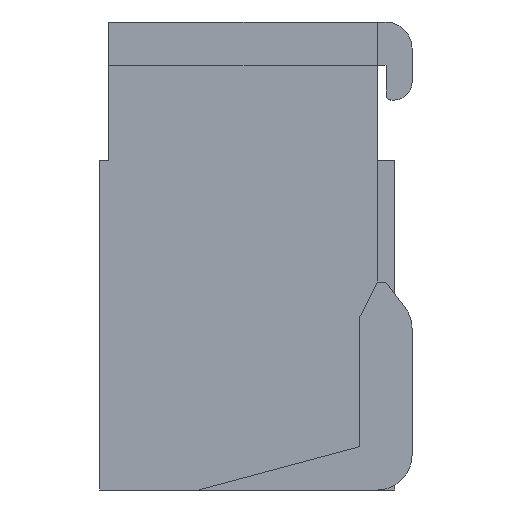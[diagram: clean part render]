
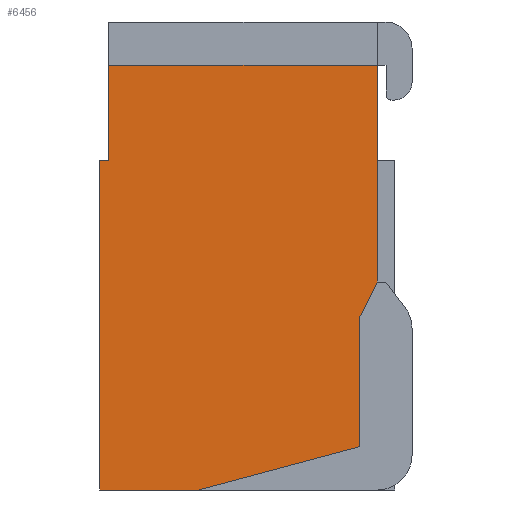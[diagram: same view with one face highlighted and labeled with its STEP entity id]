
A CAD part, left-side view. The second image highlights one B-rep face of the part: STEP entity #6456.
In plain terms, the highlighted planar face has unit normal (-1, 0, 0).
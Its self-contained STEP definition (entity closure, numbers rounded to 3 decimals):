
#107 = VERTEX_POINT ( 'NONE', #11318 ) ;
#111 = DIRECTION ( 'NONE',  ( 0., 1., 0. ) ) ;
#123 = CARTESIAN_POINT ( 'NONE',  ( -3.49, 1.65, 1.1 ) ) ;
#579 = ORIENTED_EDGE ( 'NONE', *, *, #8004, .F. ) ;
#582 = VECTOR ( 'NONE', #7559, 1000. ) ;
#699 = LINE ( 'NONE', #8879, #11498 ) ;
#749 = VERTEX_POINT ( 'NONE', #3737 ) ;
#788 = CARTESIAN_POINT ( 'NONE',  ( -3.49, 0.2, -0.35 ) ) ;
#818 = VERTEX_POINT ( 'NONE', #10223 ) ;
#940 = EDGE_LOOP ( 'NONE', ( #2250, #4995, #11072, #9305, #579, #5648, #11423, #4939, #7263 ) ) ;
#1134 = CARTESIAN_POINT ( 'NONE',  ( -3.49, 0., -1.35 ) ) ;
#1646 = CARTESIAN_POINT ( 'NONE',  ( -3.49, 1.133, -1.35 ) ) ;
#2023 = VERTEX_POINT ( 'NONE', #1646 ) ;
#2048 = EDGE_CURVE ( 'NONE', #9589, #107, #5579, .T. ) ;
#2250 = ORIENTED_EDGE ( 'NONE', *, *, #8962, .T. ) ;
#2803 = LINE ( 'NONE', #8458, #582 ) ;
#2869 = VECTOR ( 'NONE', #3703, 1000. ) ;
#3215 = CARTESIAN_POINT ( 'NONE',  ( -3.49, 0.2, -1.1 ) ) ;
#3351 = CARTESIAN_POINT ( 'NONE',  ( -3.49, 1.7, -1.35 ) ) ;
#3525 = CARTESIAN_POINT ( 'NONE',  ( -3.49, 1.7, 0.55 ) ) ;
#3642 = CARTESIAN_POINT ( 'NONE',  ( -3.49, 0.1, -0.15 ) ) ;
#3703 = DIRECTION ( 'NONE',  ( 0., 0.447, -0.894 ) ) ;
#3707 = CARTESIAN_POINT ( 'NONE',  ( -3.49, 0.2, -0.35 ) ) ;
#3737 = CARTESIAN_POINT ( 'NONE',  ( -3.49, 1.7, -1.35 ) ) ;
#3795 = DIRECTION ( 'NONE',  ( 0., 0., -1. ) ) ;
#4122 = VECTOR ( 'NONE', #3795, 1000. ) ;
#4141 = LINE ( 'NONE', #3215, #5932 ) ;
#4304 = EDGE_CURVE ( 'NONE', #107, #2023, #4141, .T. ) ;
#4578 = EDGE_CURVE ( 'NONE', #8839, #9589, #9239, .T. ) ;
#4672 = VECTOR ( 'NONE', #7374, 1000. ) ;
#4700 = LINE ( 'NONE', #123, #4122 ) ;
#4939 = ORIENTED_EDGE ( 'NONE', *, *, #2048, .F. ) ;
#4995 = ORIENTED_EDGE ( 'NONE', *, *, #5357, .T. ) ;
#5039 = FACE_OUTER_BOUND ( 'NONE', #940, .T. ) ;
#5170 = CARTESIAN_POINT ( 'NONE',  ( -3.49, 1.65, 1.1 ) ) ;
#5357 = EDGE_CURVE ( 'NONE', #818, #6174, #699, .T. ) ;
#5413 = VECTOR ( 'NONE', #111, 1000. ) ;
#5579 = LINE ( 'NONE', #3707, #4672 ) ;
#5648 = ORIENTED_EDGE ( 'NONE', *, *, #11812, .F. ) ;
#5649 = CARTESIAN_POINT ( 'NONE',  ( -3.49, 1.7, 0.55 ) ) ;
#5794 = VERTEX_POINT ( 'NONE', #9363 ) ;
#5814 = DIRECTION ( 'NONE',  ( 0., -1., 0. ) ) ;
#5826 = DIRECTION ( 'NONE',  ( 0., 0., 1. ) ) ;
#5932 = VECTOR ( 'NONE', #10496, 1000. ) ;
#6146 = LINE ( 'NONE', #3351, #9107 ) ;
#6174 = VERTEX_POINT ( 'NONE', #5170 ) ;
#6310 = CARTESIAN_POINT ( 'NONE',  ( -3.49, 1.133, -1.35 ) ) ;
#6456 = ADVANCED_FACE ( 'NONE', ( #5039 ), #6781, .T. ) ;
#6781 = PLANE ( 'NONE',  #9358 ) ;
#7263 = ORIENTED_EDGE ( 'NONE', *, *, #4578, .F. ) ;
#7328 = VECTOR ( 'NONE', #5814, 1000. ) ;
#7374 = DIRECTION ( 'NONE',  ( 0., 0., -1. ) ) ;
#7559 = DIRECTION ( 'NONE',  ( 0., 0., 1. ) ) ;
#7972 = DIRECTION ( 'NONE',  ( 0., 1., 0. ) ) ;
#8004 = EDGE_CURVE ( 'NONE', #749, #8767, #6146, .T. ) ;
#8458 = CARTESIAN_POINT ( 'NONE',  ( -3.49, 0.1, -0.15 ) ) ;
#8767 = VERTEX_POINT ( 'NONE', #3525 ) ;
#8839 = VERTEX_POINT ( 'NONE', #9249 ) ;
#8879 = CARTESIAN_POINT ( 'NONE',  ( -3.49, 0.1, 1.1 ) ) ;
#8884 = EDGE_CURVE ( 'NONE', #8767, #5794, #10368, .T. ) ;
#8962 = EDGE_CURVE ( 'NONE', #8839, #818, #2803, .T. ) ;
#9107 = VECTOR ( 'NONE', #10692, 1000. ) ;
#9239 = LINE ( 'NONE', #3642, #2869 ) ;
#9249 = CARTESIAN_POINT ( 'NONE',  ( -3.49, 0.1, -0.15 ) ) ;
#9305 = ORIENTED_EDGE ( 'NONE', *, *, #8884, .F. ) ;
#9358 = AXIS2_PLACEMENT_3D ( 'NONE', #1134, #11243, #5826 ) ;
#9363 = CARTESIAN_POINT ( 'NONE',  ( -3.49, 1.65, 0.55 ) ) ;
#9589 = VERTEX_POINT ( 'NONE', #788 ) ;
#9978 = EDGE_CURVE ( 'NONE', #6174, #5794, #4700, .T. ) ;
#10223 = CARTESIAN_POINT ( 'NONE',  ( -3.49, 0.1, 1.1 ) ) ;
#10368 = LINE ( 'NONE', #5649, #7328 ) ;
#10496 = DIRECTION ( 'NONE',  ( 0., 0.966, -0.259 ) ) ;
#10692 = DIRECTION ( 'NONE',  ( 0., 0., 1. ) ) ;
#11072 = ORIENTED_EDGE ( 'NONE', *, *, #9978, .T. ) ;
#11108 = LINE ( 'NONE', #6310, #5413 ) ;
#11243 = DIRECTION ( 'NONE',  ( -1., 0., 0. ) ) ;
#11318 = CARTESIAN_POINT ( 'NONE',  ( -3.49, 0.2, -1.1 ) ) ;
#11423 = ORIENTED_EDGE ( 'NONE', *, *, #4304, .F. ) ;
#11498 = VECTOR ( 'NONE', #7972, 1000. ) ;
#11812 = EDGE_CURVE ( 'NONE', #2023, #749, #11108, .T. ) ;
